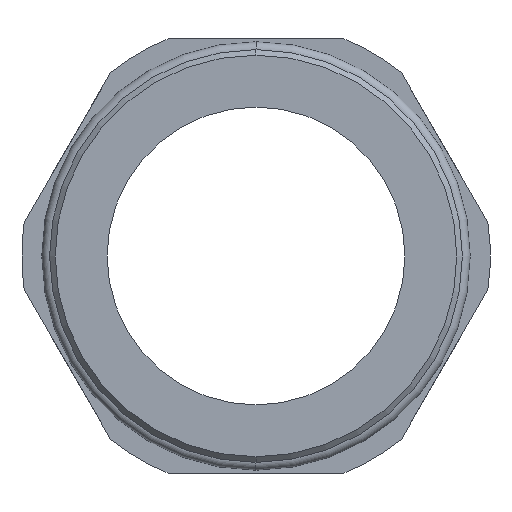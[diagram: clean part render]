
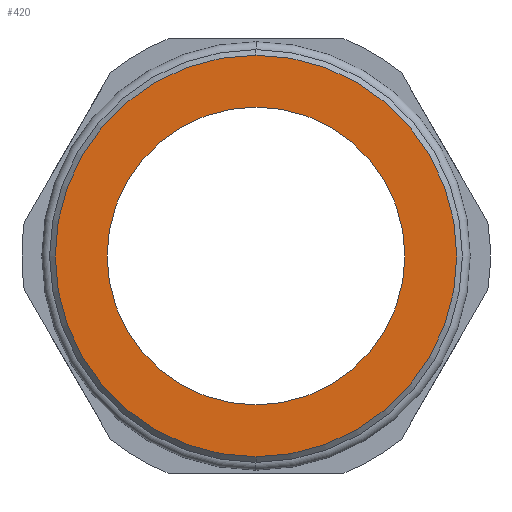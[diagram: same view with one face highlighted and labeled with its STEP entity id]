
A CAD part, front view. The second image highlights one B-rep face of the part: STEP entity #420.
In plain terms, the highlighted planar face has unit normal (0, -1, 0).
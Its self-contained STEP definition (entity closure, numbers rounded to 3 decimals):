
#29 = PLANE ( 'NONE',  #811 ) ;
#30 = CARTESIAN_POINT ( 'NONE',  ( -18.5, -17., 0. ) ) ;
#31 = DIRECTION ( 'NONE',  ( 0., -1., 0. ) ) ;
#32 = DIRECTION ( 'NONE',  ( 0., 0., -1. ) ) ;
#79 = CARTESIAN_POINT ( 'NONE',  ( 0., -17., 0. ) ) ;
#80 = DIRECTION ( 'NONE',  ( 0., -1., 0. ) ) ;
#81 = DIRECTION ( 'NONE',  ( 0., 0., -1. ) ) ;
#82 = CARTESIAN_POINT ( 'NONE',  ( 0., -17., 0. ) ) ;
#83 = DIRECTION ( 'NONE',  ( 0., 1., 0. ) ) ;
#84 = DIRECTION ( 'NONE',  ( 0., 0., 1. ) ) ;
#91 = CARTESIAN_POINT ( 'NONE',  ( 0., -17., 0. ) ) ;
#95 = DIRECTION ( 'NONE',  ( 0., -1., 0. ) ) ;
#96 = DIRECTION ( 'NONE',  ( 0., 0., -1. ) ) ;
#100 = CARTESIAN_POINT ( 'NONE',  ( 0., -17., 0. ) ) ;
#107 = DIRECTION ( 'NONE',  ( 0., 1., 0. ) ) ;
#108 = DIRECTION ( 'NONE',  ( 0., 0., 1. ) ) ;
#420 = ADVANCED_FACE ( 'NONE', ( #815, #813 ), #29, .T. ) ;
#431 = EDGE_CURVE ( 'NONE', #624, #628, #520, .T. ) ;
#432 = EDGE_CURVE ( 'NONE', #619, #621, #519, .T. ) ;
#436 = EDGE_CURVE ( 'NONE', #628, #624, #516, .T. ) ;
#440 = EDGE_CURVE ( 'NONE', #621, #619, #514, .T. ) ;
#514 = CIRCLE ( 'NONE', #847, 13.35 ) ;
#516 = CIRCLE ( 'NONE', #826, 18. ) ;
#519 = CIRCLE ( 'NONE', #849, 13.35 ) ;
#520 = CIRCLE ( 'NONE', #809, 18. ) ;
#619 = VERTEX_POINT ( 'NONE', #926 ) ;
#621 = VERTEX_POINT ( 'NONE', #928 ) ;
#624 = VERTEX_POINT ( 'NONE', #931 ) ;
#628 = VERTEX_POINT ( 'NONE', #935 ) ;
#666 = EDGE_LOOP ( 'NONE', ( #728, #726 ) ) ;
#667 = EDGE_LOOP ( 'NONE', ( #729, #724 ) ) ;
#724 = ORIENTED_EDGE ( 'NONE', *, *, #440, .T. ) ;
#726 = ORIENTED_EDGE ( 'NONE', *, *, #436, .T. ) ;
#728 = ORIENTED_EDGE ( 'NONE', *, *, #431, .T. ) ;
#729 = ORIENTED_EDGE ( 'NONE', *, *, #432, .T. ) ;
#809 = AXIS2_PLACEMENT_3D ( 'NONE', #79, #80, #81 ) ;
#811 = AXIS2_PLACEMENT_3D ( 'NONE', #30, #31, #32 ) ;
#813 = FACE_BOUND ( 'NONE', #667, .T. ) ;
#815 = FACE_OUTER_BOUND ( 'NONE', #666, .T. ) ;
#826 = AXIS2_PLACEMENT_3D ( 'NONE', #91, #95, #96 ) ;
#847 = AXIS2_PLACEMENT_3D ( 'NONE', #100, #107, #108 ) ;
#849 = AXIS2_PLACEMENT_3D ( 'NONE', #82, #83, #84 ) ;
#926 = CARTESIAN_POINT ( 'NONE',  ( 0., -17., 13.35 ) ) ;
#928 = CARTESIAN_POINT ( 'NONE',  ( 0., -17., -13.35 ) ) ;
#931 = CARTESIAN_POINT ( 'NONE',  ( 0., -17., 18. ) ) ;
#935 = CARTESIAN_POINT ( 'NONE',  ( 0., -17., -18. ) ) ;
